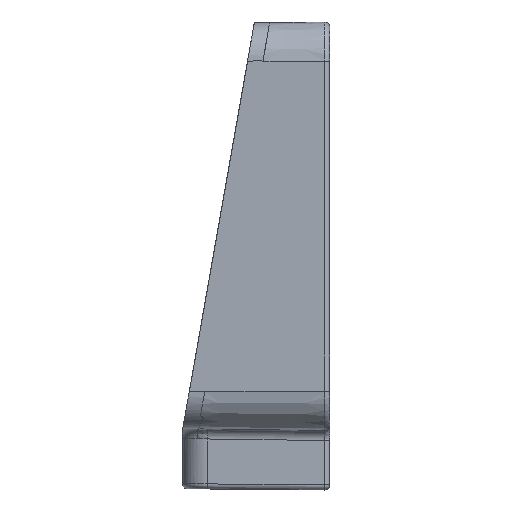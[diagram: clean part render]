
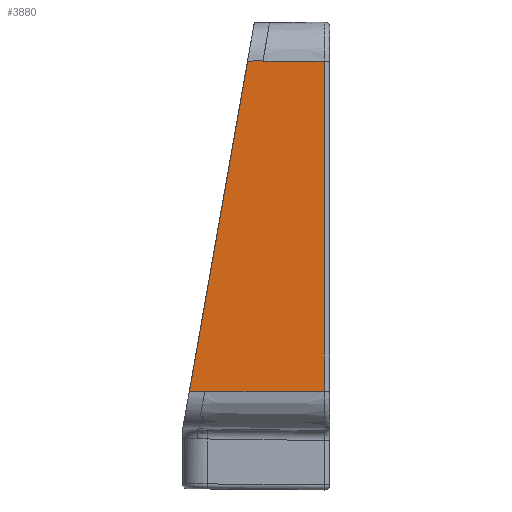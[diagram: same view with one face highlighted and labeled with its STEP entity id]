
A CAD part, left-side view. The second image highlights one B-rep face of the part: STEP entity #3880.
In plain terms, the highlighted planar face has unit normal (-1, 0.013, 0).
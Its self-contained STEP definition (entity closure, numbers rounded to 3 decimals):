
#189=CARTESIAN_POINT('',(-40.037,16.157,32.537));
#768=DIRECTION('',(-0.013,-1.,0.002));
#769=VECTOR('',#768,3.033);
#770=CARTESIAN_POINT('',(-39.886,27.626,-32.509));
#771=LINE('',#770,#769);
#775=DIRECTION('',(-0.002,-0.174,0.985));
#776=VECTOR('',#775,66.05);
#777=CARTESIAN_POINT('',(-39.886,27.626,-32.509));
#778=LINE('',#777,#776);
#782=DIRECTION('',(0.013,1.,-0.011));
#783=VECTOR('',#782,3.038);
#784=CARTESIAN_POINT('',(-40.076,13.119,32.571));
#785=LINE('',#784,#783);
#820=CARTESIAN_POINT('',(-40.076,13.119,32.571));
#840=CARTESIAN_POINT('',(-40.076,13.131,32.5));
#841=CARTESIAN_POINT('',(-40.076,13.129,32.51));
#842=CARTESIAN_POINT('',(-40.076,13.125,32.536));
#843=CARTESIAN_POINT('',(-40.076,13.121,32.556));
#844=CARTESIAN_POINT('',(-40.076,13.119,32.571));
#881=DIRECTION('',(0.013,1.,0.));
#882=VECTOR('',#881,12.119);
#883=CARTESIAN_POINT('',(-40.235,1.013,32.5));
#884=LINE('',#883,#882);
#2308=DIRECTION('',(-0.013,-1.,0.));
#2309=VECTOR('',#2308,23.582);
#2310=CARTESIAN_POINT('',(-39.926,24.593,
-32.505));
#2311=LINE('',#2310,#2309);
#2394=DIRECTION('',(0.,0.,1.));
#2395=VECTOR('',#2394,65.);
#2396=CARTESIAN_POINT('',(-40.235,1.013,
-32.5));
#2397=LINE('',#2396,#2395);
#3121=CARTESIAN_POINT('',(-40.235,1.013,
-32.5));
#3122=VERTEX_POINT('',#3121);
#3123=CARTESIAN_POINT('',(-40.235,1.013,32.5));
#3124=VERTEX_POINT('',#3123);
#3216=CARTESIAN_POINT('',(-40.076,13.131,32.5));
#3217=VERTEX_POINT('',#3216);
#3259=VERTEX_POINT('',#189);
#3263=VERTEX_POINT('',#820);
#3274=CARTESIAN_POINT('',(-39.886,27.626,
-32.509));
#3275=CARTESIAN_POINT('',(-39.926,24.593,
-32.505));
#3276=VERTEX_POINT('',#3274);
#3277=VERTEX_POINT('',#3275);
#3861=CARTESIAN_POINT('',(-40.,18.947,-35.005));
#3862=DIRECTION('',(-1.,0.013,0.));
#3863=DIRECTION('',(0.,0.,1.));
#3864=AXIS2_PLACEMENT_3D('',#3861,#3862,#3863);
#3865=PLANE('',#3864);
#3866=ORIENTED_EDGE('',*,*,#3850,.F.);
#3867=ORIENTED_EDGE('',*,*,#3484,.T.);
#3869=ORIENTED_EDGE('',*,*,#3868,.F.);
#3871=ORIENTED_EDGE('',*,*,#3870,.F.);
#3873=ORIENTED_EDGE('',*,*,#3872,.F.);
#3875=ORIENTED_EDGE('',*,*,#3874,.F.);
#3877=ORIENTED_EDGE('',*,*,#3876,.F.);
#3878=EDGE_LOOP('',(#3866,#3867,#3869,#3871,#3873,#3875,#3877));
#3879=FACE_OUTER_BOUND('',#3878,.F.);
#3880=ADVANCED_FACE('',(#3879),#3865,.T.);
#845=B_SPLINE_CURVE_WITH_KNOTS('',3,(#840,#841,#842,#843,#844),.UNSPECIFIED.,
.F.,.F.,(4,1,4),(0.,0.5,1.),.UNSPECIFIED.);
#3484=EDGE_CURVE('',#3276,#3259,#778,.T.);
#3850=EDGE_CURVE('',#3276,#3277,#771,.T.);
#3868=EDGE_CURVE('',#3263,#3259,#785,.T.);
#3870=EDGE_CURVE('',#3217,#3263,#845,.T.);
#3872=EDGE_CURVE('',#3124,#3217,#884,.T.);
#3874=EDGE_CURVE('',#3122,#3124,#2397,.T.);
#3876=EDGE_CURVE('',#3277,#3122,#2311,.T.);
